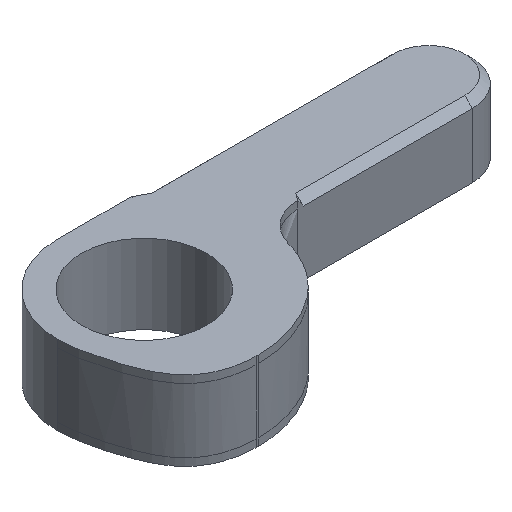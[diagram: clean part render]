
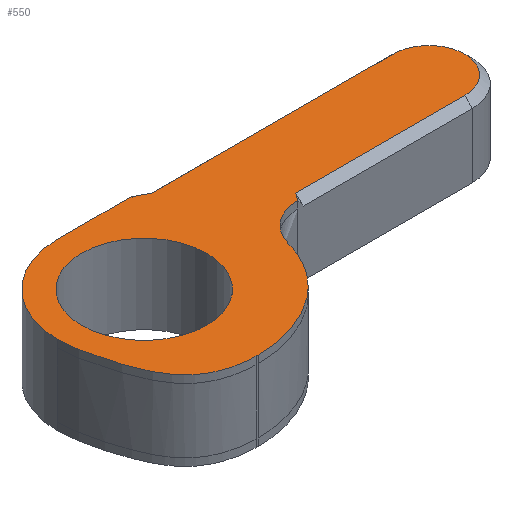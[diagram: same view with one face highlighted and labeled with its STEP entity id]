
A CAD part, isometric view. The second image highlights one B-rep face of the part: STEP entity #550.
In plain terms, the highlighted planar face has unit normal (0, 0, 1).
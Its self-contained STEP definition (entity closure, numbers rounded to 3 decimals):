
#17=FACE_BOUND('',#105,.T.);
#20=CIRCLE('',#596,3.5);
#21=CIRCLE('',#600,7.);
#22=CIRCLE('',#601,9.2);
#23=CIRCLE('',#602,2.9);
#24=CIRCLE('',#603,5.05);
#40=B_SPLINE_CURVE_WITH_KNOTS('',3,(#913,#914,#915,#916,#917,#918,#919,
#920,#921,#922,#923,#924,#925,#926,#927,#928),.UNSPECIFIED.,.F.,.F.,(4,
3,3,3,3,4),(-1.704,-0.986,-0.651,-0.455,
-0.258,0.),.UNSPECIFIED.);
#44=B_SPLINE_CURVE_WITH_KNOTS('',3,(#1027,#1028,#1029,#1030,#1031,#1032,
#1033,#1034,#1035,#1036,#1037,#1038,#1039,#1040,#1041,#1042),
 .UNSPECIFIED.,.F.,.F.,(4,3,3,3,3,4),(-1.46,-1.249,
-1.041,-0.704,-0.36,-0.258),
 .UNSPECIFIED.);
#73=FACE_OUTER_BOUND('',#104,.T.);
#104=EDGE_LOOP('',(#425,#426,#427,#428,#429,#430,#431,#432,#433,#434,#435,
#436,#437));
#105=EDGE_LOOP('',(#438));
#128=LINE('',#770,#183);
#131=LINE('',#775,#186);
#141=LINE('',#798,#196);
#145=LINE('',#805,#200);
#159=LINE('',#1073,#214);
#160=LINE('',#1076,#215);
#163=LINE('',#1082,#218);
#183=VECTOR('',#636,10.);
#186=VECTOR('',#641,10.);
#196=VECTOR('',#657,10.);
#200=VECTOR('',#663,10.);
#214=VECTOR('',#689,10.);
#215=VECTOR('',#692,10.);
#218=VECTOR('',#697,10.);
#237=VERTEX_POINT('',#767);
#238=VERTEX_POINT('',#769);
#239=VERTEX_POINT('',#773);
#248=VERTEX_POINT('',#795);
#249=VERTEX_POINT('',#797);
#251=VERTEX_POINT('',#803);
#258=VERTEX_POINT('',#910);
#259=VERTEX_POINT('',#912);
#266=VERTEX_POINT('',#1024);
#267=VERTEX_POINT('',#1026);
#271=VERTEX_POINT('',#1069);
#272=VERTEX_POINT('',#1075);
#274=VERTEX_POINT('',#1081);
#275=VERTEX_POINT('',#1086);
#288=EDGE_CURVE('',#237,#238,#128,.T.);
#291=EDGE_CURVE('',#237,#239,#131,.T.);
#301=EDGE_CURVE('',#248,#249,#141,.T.);
#305=EDGE_CURVE('',#251,#248,#145,.T.);
#312=EDGE_CURVE('',#259,#258,#40,.T.);
#320=EDGE_CURVE('',#267,#266,#44,.T.);
#330=EDGE_CURVE('',#266,#271,#20,.T.);
#331=EDGE_CURVE('',#271,#249,#159,.T.);
#332=EDGE_CURVE('',#238,#272,#160,.T.);
#335=EDGE_CURVE('',#239,#274,#163,.T.);
#336=EDGE_CURVE('',#274,#259,#21,.T.);
#337=EDGE_CURVE('',#258,#267,#22,.T.);
#338=EDGE_CURVE('',#272,#251,#23,.T.);
#339=EDGE_CURVE('',#275,#275,#24,.T.);
#425=ORIENTED_EDGE('',*,*,#291,.T.);
#426=ORIENTED_EDGE('',*,*,#335,.T.);
#427=ORIENTED_EDGE('',*,*,#336,.T.);
#428=ORIENTED_EDGE('',*,*,#312,.T.);
#429=ORIENTED_EDGE('',*,*,#337,.T.);
#430=ORIENTED_EDGE('',*,*,#320,.T.);
#431=ORIENTED_EDGE('',*,*,#330,.T.);
#432=ORIENTED_EDGE('',*,*,#331,.T.);
#433=ORIENTED_EDGE('',*,*,#301,.F.);
#434=ORIENTED_EDGE('',*,*,#305,.F.);
#435=ORIENTED_EDGE('',*,*,#338,.F.);
#436=ORIENTED_EDGE('',*,*,#332,.F.);
#437=ORIENTED_EDGE('',*,*,#288,.F.);
#438=ORIENTED_EDGE('',*,*,#339,.T.);
#528=PLANE('',#599);
#550=ADVANCED_FACE('',(#73,#17),#528,.T.);
#596=AXIS2_PLACEMENT_3D('',#1071,#685,#686);
#599=AXIS2_PLACEMENT_3D('',#1080,#695,#696);
#600=AXIS2_PLACEMENT_3D('',#1083,#698,#699);
#601=AXIS2_PLACEMENT_3D('',#1084,#700,#701);
#602=AXIS2_PLACEMENT_3D('',#1085,#702,#703);
#603=AXIS2_PLACEMENT_3D('',#1087,#704,#705);
#636=DIRECTION('',(0.896,-0.445,0.));
#641=DIRECTION('',(-0.71,0.704,0.));
#657=DIRECTION('',(-0.577,-0.816,0.));
#663=DIRECTION('',(-1.,0.,0.));
#685=DIRECTION('center_axis',(0.,0.,-1.));
#686=DIRECTION('ref_axis',(0.,1.,0.));
#689=DIRECTION('',(0.,1.,0.));
#692=DIRECTION('',(1.,0.,0.));
#695=DIRECTION('center_axis',(0.,0.,1.));
#696=DIRECTION('ref_axis',(1.,0.,0.));
#697=DIRECTION('',(-1.,0.,0.));
#698=DIRECTION('center_axis',(0.,0.,1.));
#699=DIRECTION('ref_axis',(0.,1.,0.));
#700=DIRECTION('center_axis',(0.,0.,1.));
#701=DIRECTION('ref_axis',(-0.017,-1.,0.));
#702=DIRECTION('center_axis',(0.,0.,-1.));
#703=DIRECTION('ref_axis',(0.707,0.707,0.));
#704=DIRECTION('center_axis',(0.,0.,-1.));
#705=DIRECTION('ref_axis',(-1.,0.,0.));
#767=CARTESIAN_POINT('',(6.057,6.914,6.4));
#769=CARTESIAN_POINT('',(7.091,6.4,6.4));
#770=CARTESIAN_POINT('',(12.366,3.778,6.4));
#773=CARTESIAN_POINT('',(5.97,7.,6.4));
#775=CARTESIAN_POINT('',(12.422,0.6,6.4));
#795=CARTESIAN_POINT('',(12.842,0.6,6.4));
#797=CARTESIAN_POINT('',(12.422,0.006,6.4));
#798=CARTESIAN_POINT('',(11.888,-0.749,6.4));
#803=CARTESIAN_POINT('',(26.5,0.6,6.4));
#805=CARTESIAN_POINT('',(10.45,0.6,6.4));
#910=CARTESIAN_POINT('',(-0.161,-9.199,6.4));
#912=CARTESIAN_POINT('',(-7.,0.,6.4));
#913=CARTESIAN_POINT('Ctrl Pts',(-7.,0.,6.4));
#914=CARTESIAN_POINT('Ctrl Pts',(-7.,-0.458,6.4));
#915=CARTESIAN_POINT('Ctrl Pts',(-6.955,-1.442,6.4));
#916=CARTESIAN_POINT('Ctrl Pts',(-6.517,-3.085,6.4));
#917=CARTESIAN_POINT('Ctrl Pts',(-6.312,-3.853,6.4));
#918=CARTESIAN_POINT('Ctrl Pts',(-5.946,-5.056,6.4));
#919=CARTESIAN_POINT('Ctrl Pts',(-5.436,-6.065,6.4));
#920=CARTESIAN_POINT('Ctrl Pts',(-5.138,-6.654,6.4));
#921=CARTESIAN_POINT('Ctrl Pts',(-4.783,-7.192,6.4));
#922=CARTESIAN_POINT('Ctrl Pts',(-4.317,-7.656,6.4));
#923=CARTESIAN_POINT('Ctrl Pts',(-3.847,-8.124,6.4));
#924=CARTESIAN_POINT('Ctrl Pts',(-3.305,-8.474,6.4));
#925=CARTESIAN_POINT('Ctrl Pts',(-2.693,-8.723,6.4));
#926=CARTESIAN_POINT('Ctrl Pts',(-1.895,-9.048,6.4));
#927=CARTESIAN_POINT('Ctrl Pts',(-1.019,-9.184,6.4));
#928=CARTESIAN_POINT('Ctrl Pts',(-0.161,-9.199,6.4));
#1024=CARTESIAN_POINT('',(9.05,-2.561,6.4));
#1026=CARTESIAN_POINT('',(0.,-9.2,6.4));
#1027=CARTESIAN_POINT('Ctrl Pts',(0.,-9.2,6.4));
#1028=CARTESIAN_POINT('Ctrl Pts',(0.706,-9.2,6.4));
#1029=CARTESIAN_POINT('Ctrl Pts',(1.415,-9.119,6.4));
#1030=CARTESIAN_POINT('Ctrl Pts',(2.105,-8.966,6.4));
#1031=CARTESIAN_POINT('Ctrl Pts',(2.785,-8.816,6.4));
#1032=CARTESIAN_POINT('Ctrl Pts',(3.452,-8.595,6.4));
#1033=CARTESIAN_POINT('Ctrl Pts',(4.087,-8.307,6.4));
#1034=CARTESIAN_POINT('Ctrl Pts',(5.114,-7.843,6.4));
#1035=CARTESIAN_POINT('Ctrl Pts',(6.06,-7.203,6.4));
#1036=CARTESIAN_POINT('Ctrl Pts',(6.854,-6.397,6.4));
#1037=CARTESIAN_POINT('Ctrl Pts',(7.666,-5.572,6.4));
#1038=CARTESIAN_POINT('Ctrl Pts',(8.292,-4.602,6.4));
#1039=CARTESIAN_POINT('Ctrl Pts',(8.722,-3.532,6.4));
#1040=CARTESIAN_POINT('Ctrl Pts',(8.849,-3.215,6.4));
#1041=CARTESIAN_POINT('Ctrl Pts',(8.958,-2.891,6.4));
#1042=CARTESIAN_POINT('Ctrl Pts',(9.05,-2.561,6.4));
#1069=CARTESIAN_POINT('',(12.422,0.,6.4));
#1071=CARTESIAN_POINT('Origin',(12.422,-3.5,6.4));
#1073=CARTESIAN_POINT('',(12.422,0.,6.4));
#1075=CARTESIAN_POINT('',(26.5,6.4,6.4));
#1076=CARTESIAN_POINT('',(20.75,6.4,6.4));
#1080=CARTESIAN_POINT('Origin',(11.5,-1.1,6.4));
#1081=CARTESIAN_POINT('',(0.,7.,6.4));
#1082=CARTESIAN_POINT('',(26.5,7.,6.4));
#1083=CARTESIAN_POINT('Origin',(0.,0.,6.4));
#1084=CARTESIAN_POINT('Origin',(0.,0.,6.4));
#1085=CARTESIAN_POINT('Origin',(26.5,3.5,6.4));
#1086=CARTESIAN_POINT('',(5.05,0.,6.4));
#1087=CARTESIAN_POINT('Origin',(0.,0.,6.4));
